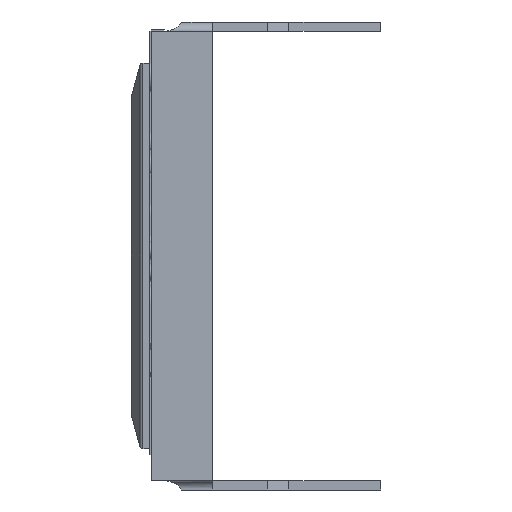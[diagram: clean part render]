
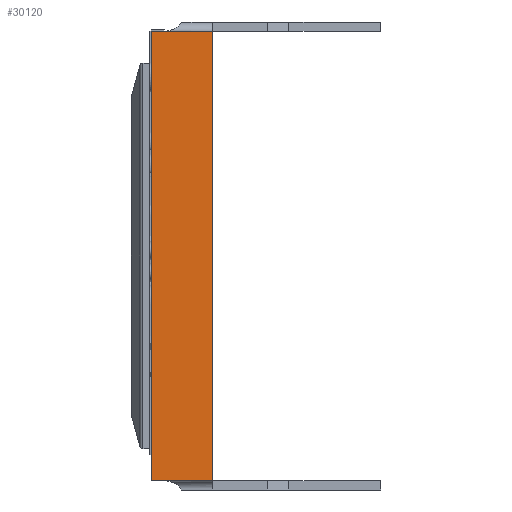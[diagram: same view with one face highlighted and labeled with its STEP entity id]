
A CAD part, left-side view. The second image highlights one B-rep face of the part: STEP entity #30120.
In plain terms, the highlighted planar face has unit normal (-1, 0, 0).
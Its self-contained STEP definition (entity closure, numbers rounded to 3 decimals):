
#2005 = LINE ( 'NONE', #30782, #39154 ) ;
#2286 = DIRECTION ( 'NONE',  ( 0., 0., -1. ) ) ;
#3510 = LINE ( 'NONE', #14418, #33927 ) ;
#4395 = DIRECTION ( 'NONE',  ( 0., -1., 0. ) ) ;
#4638 = LINE ( 'NONE', #15325, #40461 ) ;
#6559 = DIRECTION ( 'NONE',  ( 0., 0., 1. ) ) ;
#8748 = CARTESIAN_POINT ( 'NONE',  ( -1.65, 2.5, -0.15 ) ) ;
#10809 = ORIENTED_EDGE ( 'NONE', *, *, #38682, .T. ) ;
#14418 = CARTESIAN_POINT ( 'NONE',  ( -1.65, 2.5, -14.85 ) ) ;
#14672 = EDGE_LOOP ( 'NONE', ( #26449, #16333, #19094, #10809 ) ) ;
#15325 = CARTESIAN_POINT ( 'NONE',  ( -1.65, 4.5, -14.85 ) ) ;
#16333 = ORIENTED_EDGE ( 'NONE', *, *, #31223, .F. ) ;
#17232 = PLANE ( 'NONE',  #45171 ) ;
#19094 = ORIENTED_EDGE ( 'NONE', *, *, #21211, .F. ) ;
#20612 = CARTESIAN_POINT ( 'NONE',  ( -1.65, 4.5, -14.85 ) ) ;
#21211 = EDGE_CURVE ( 'NONE', #33606, #38487, #39112, .T. ) ;
#24631 = CARTESIAN_POINT ( 'NONE',  ( -1.65, 4.5, -0.15 ) ) ;
#25482 = EDGE_CURVE ( 'NONE', #33178, #32630, #3510, .T. ) ;
#26449 = ORIENTED_EDGE ( 'NONE', *, *, #25482, .T. ) ;
#30120 = ADVANCED_FACE ( 'NONE', ( #34819 ), #17232, .F. ) ;
#30782 = CARTESIAN_POINT ( 'NONE',  ( -1.65, 4.5, -0.15 ) ) ;
#31223 = EDGE_CURVE ( 'NONE', #38487, #32630, #2005, .T. ) ;
#31319 = VECTOR ( 'NONE', #6559, 1000. ) ;
#32214 = CARTESIAN_POINT ( 'NONE',  ( -1.65, 4.5, -14.85 ) ) ;
#32630 = VERTEX_POINT ( 'NONE', #8748 ) ;
#33178 = VERTEX_POINT ( 'NONE', #43227 ) ;
#33606 = VERTEX_POINT ( 'NONE', #35077 ) ;
#33927 = VECTOR ( 'NONE', #35328, 1000. ) ;
#34356 = DIRECTION ( 'NONE',  ( 1., 0., 0. ) ) ;
#34819 = FACE_OUTER_BOUND ( 'NONE', #14672, .T. ) ;
#35077 = CARTESIAN_POINT ( 'NONE',  ( -1.65, 4.5, -14.85 ) ) ;
#35328 = DIRECTION ( 'NONE',  ( 0., 0., 1. ) ) ;
#38487 = VERTEX_POINT ( 'NONE', #24631 ) ;
#38682 = EDGE_CURVE ( 'NONE', #33606, #33178, #4638, .T. ) ;
#39112 = LINE ( 'NONE', #32214, #31319 ) ;
#39154 = VECTOR ( 'NONE', #46114, 1000. ) ;
#40461 = VECTOR ( 'NONE', #4395, 1000. ) ;
#43227 = CARTESIAN_POINT ( 'NONE',  ( -1.65, 2.5, -14.85 ) ) ;
#45171 = AXIS2_PLACEMENT_3D ( 'NONE', #20612, #34356, #2286 ) ;
#46114 = DIRECTION ( 'NONE',  ( 0., -1., 0. ) ) ;
